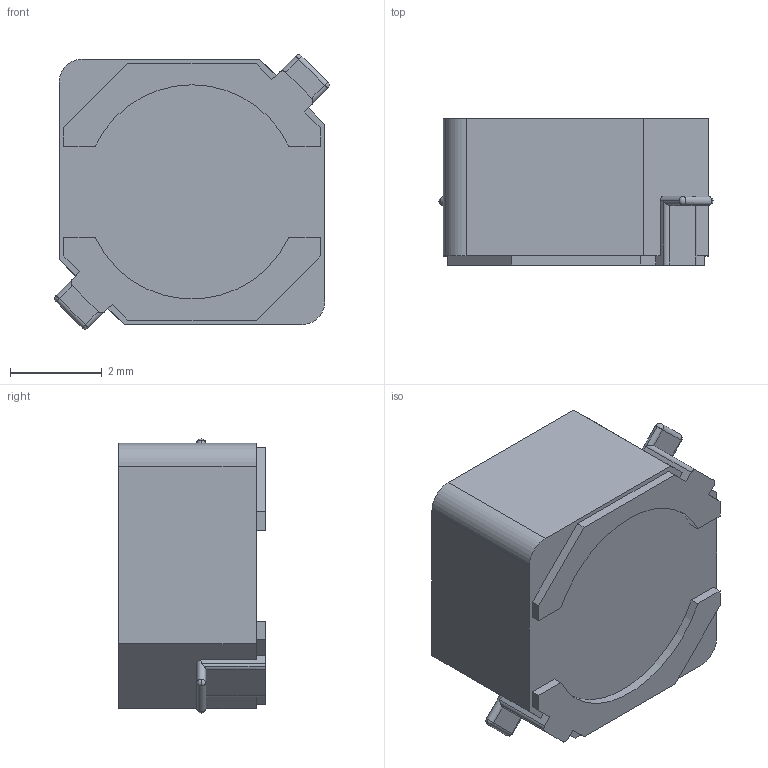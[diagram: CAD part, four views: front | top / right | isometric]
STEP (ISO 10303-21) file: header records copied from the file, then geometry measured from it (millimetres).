
FILE_DESCRIPTION (( 'STEP AP214' ), '1' );
FILE_NAME ('Coilcraft-MSS6132-DEFAULT.STEP', '2010-11-09T17:35:20', ( 'sysAdmin' ), ( 'SolidWorks' ), 'SwSTEP 2.0', 'SolidWorks 2011', '' );
FILE_SCHEMA (( 'AUTOMOTIVE_DESIGN' ));
Length unit declared in the file: millimetre
Products named in the file (1): Coilcraft-MSS6132-DEFAULT
Bounding box: 5.99 x 3.2 x 5.99 mm (x, y, z)
Volume: 96.9 mm3; surface area: 172.1 mm2
Topology: 1 solids, 1 shells, 92 faces, 246 edges, 157 vertices
Faces by surface type: plane 62, cylinder 23, bspline 7
Entity records: 3945 total; most frequent: CARTESIAN_POINT 627, ORIENTED_EDGE 484, DIRECTION 456, EDGE_CURVE 242, LINE 188, VECTOR 188, VERTEX_POINT 157, AXIS2_PLACEMENT_3D 134
